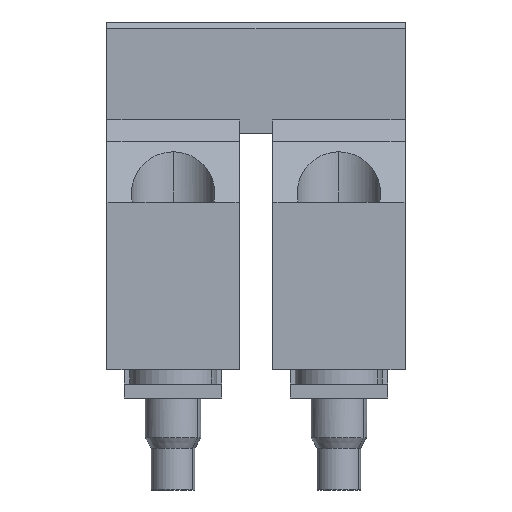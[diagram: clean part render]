
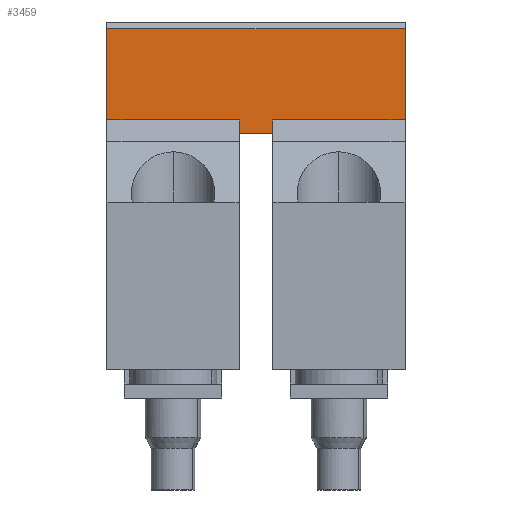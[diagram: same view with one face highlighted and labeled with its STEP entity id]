
A CAD part, front view. The second image highlights one B-rep face of the part: STEP entity #3459.
In plain terms, the highlighted planar face has unit normal (0, -1, 0).
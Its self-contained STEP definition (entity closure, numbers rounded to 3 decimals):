
#3430=AXIS2_PLACEMENT_3D('Plane Axis2P3D',#3427,#3428,#3429) ;
#2565=CARTESIAN_POINT('Vertex',(0.,8.2,26.565)) ;
#2568=CARTESIAN_POINT('Line Origine',(0.,8.2,29.832)) ;
#2572=CARTESIAN_POINT('Vertex',(0.,8.2,33.1)) ;
#2675=CARTESIAN_POINT('Vertex',(9.5,8.2,26.565)) ;
#2680=CARTESIAN_POINT('Line Origine',(4.75,8.2,26.565)) ;
#2755=CARTESIAN_POINT('Vertex',(9.5,8.2,25.6)) ;
#2758=CARTESIAN_POINT('Line Origine',(9.5,8.2,26.082)) ;
#2787=CARTESIAN_POINT('Vertex',(11.9,8.2,26.565)) ;
#2790=CARTESIAN_POINT('Line Origine',(11.9,8.2,26.082)) ;
#2794=CARTESIAN_POINT('Vertex',(11.9,8.2,25.6)) ;
#2864=CARTESIAN_POINT('Line Origine',(16.65,8.2,26.565)) ;
#2868=CARTESIAN_POINT('Vertex',(21.4,8.2,26.565)) ;
#3427=CARTESIAN_POINT('Axis2P3D Location',(116.6,8.2,33.1)) ;
#3432=CARTESIAN_POINT('Line Origine',(10.7,8.2,33.1)) ;
#3436=CARTESIAN_POINT('Vertex',(21.4,8.2,33.1)) ;
#3439=CARTESIAN_POINT('Line Origine',(10.7,8.2,25.6)) ;
#3444=CARTESIAN_POINT('Line Origine',(21.4,8.2,29.832)) ;
#2569=DIRECTION('Vector Direction',(0.,0.,-1.)) ;
#2681=DIRECTION('Vector Direction',(1.,0.,0.)) ;
#2759=DIRECTION('Vector Direction',(0.,0.,-1.)) ;
#2791=DIRECTION('Vector Direction',(0.,0.,-1.)) ;
#2865=DIRECTION('Vector Direction',(1.,0.,0.)) ;
#3428=DIRECTION('Axis2P3D Direction',(0.,-1.,0.)) ;
#3429=DIRECTION('Axis2P3D XDirection',(0.,0.,-1.)) ;
#3433=DIRECTION('Vector Direction',(-1.,0.,0.)) ;
#3440=DIRECTION('Vector Direction',(1.,0.,0.)) ;
#3445=DIRECTION('Vector Direction',(0.,0.,-1.)) ;
#2570=VECTOR('Line Direction',#2569,1.) ;
#2682=VECTOR('Line Direction',#2681,1.) ;
#2760=VECTOR('Line Direction',#2759,1.) ;
#2792=VECTOR('Line Direction',#2791,1.) ;
#2866=VECTOR('Line Direction',#2865,1.) ;
#3434=VECTOR('Line Direction',#3433,1.) ;
#3441=VECTOR('Line Direction',#3440,1.) ;
#3446=VECTOR('Line Direction',#3445,1.) ;
#3450=ORIENTED_EDGE('',*,*,#3438,.T.) ;
#3451=ORIENTED_EDGE('',*,*,#2574,.T.) ;
#3452=ORIENTED_EDGE('',*,*,#2684,.T.) ;
#3453=ORIENTED_EDGE('',*,*,#2762,.T.) ;
#3454=ORIENTED_EDGE('',*,*,#3443,.F.) ;
#3455=ORIENTED_EDGE('',*,*,#2796,.F.) ;
#3456=ORIENTED_EDGE('',*,*,#2870,.T.) ;
#3457=ORIENTED_EDGE('',*,*,#3448,.F.) ;
#3459=ADVANCED_FACE('ISTE WQV16/2',(#3458),#3431,.T.) ;
#2574=EDGE_CURVE('',#2573,#2566,#2571,.T.) ;
#2684=EDGE_CURVE('',#2566,#2676,#2683,.T.) ;
#2762=EDGE_CURVE('',#2676,#2756,#2761,.T.) ;
#2796=EDGE_CURVE('',#2788,#2795,#2793,.T.) ;
#2870=EDGE_CURVE('',#2788,#2869,#2867,.T.) ;
#3438=EDGE_CURVE('',#3437,#2573,#3435,.T.) ;
#3443=EDGE_CURVE('',#2795,#2756,#3442,.F.) ;
#3448=EDGE_CURVE('',#3437,#2869,#3447,.T.) ;
#3449=EDGE_LOOP('',(#3450,#3451,#3452,#3453,#3454,#3455,#3456,#3457)) ;
#3458=FACE_OUTER_BOUND('',#3449,.T.) ;
#2571=LINE('Line',#2568,#2570) ;
#2683=LINE('Line',#2680,#2682) ;
#2761=LINE('Line',#2758,#2760) ;
#2793=LINE('Line',#2790,#2792) ;
#2867=LINE('Line',#2864,#2866) ;
#3435=LINE('Line',#3432,#3434) ;
#3442=LINE('Line',#3439,#3441) ;
#3447=LINE('Line',#3444,#3446) ;
#3431=PLANE('',#3430) ;
#2566=VERTEX_POINT('',#2565) ;
#2573=VERTEX_POINT('',#2572) ;
#2676=VERTEX_POINT('',#2675) ;
#2756=VERTEX_POINT('',#2755) ;
#2788=VERTEX_POINT('',#2787) ;
#2795=VERTEX_POINT('',#2794) ;
#2869=VERTEX_POINT('',#2868) ;
#3437=VERTEX_POINT('',#3436) ;
